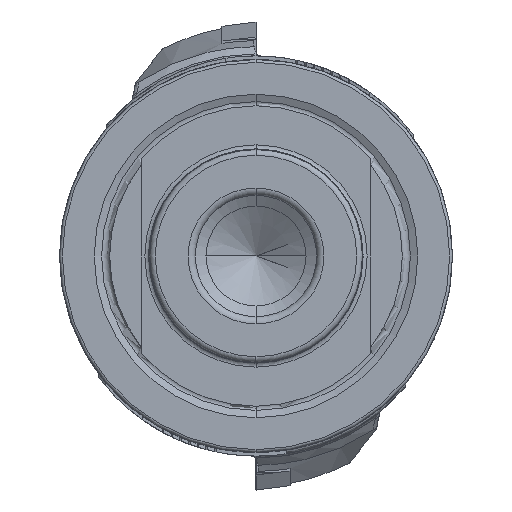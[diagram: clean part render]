
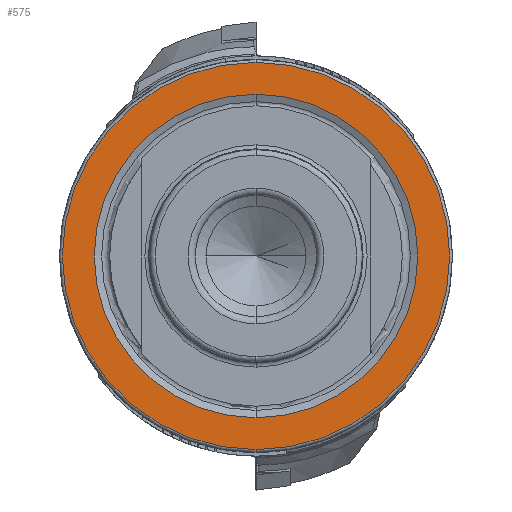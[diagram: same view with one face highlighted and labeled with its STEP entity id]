
A CAD part, left-side view. The second image highlights one B-rep face of the part: STEP entity #575.
In plain terms, the highlighted planar face has unit normal (-1, 0, 0).
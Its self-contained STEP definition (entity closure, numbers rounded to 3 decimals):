
#575 = ADVANCED_FACE ( 'NONE', ( #1970, #3192 ), #1466, .F. ) ;
#1466 = PLANE ( 'NONE',  #10040 ) ;
#1970 = FACE_BOUND ( 'NONE', #8321, .T. ) ;
#2219 = EDGE_LOOP ( 'NONE', ( #2766, #20892 ) ) ;
#2639 = DIRECTION ( 'NONE',  ( 1., 0., 0. ) ) ;
#2712 = EDGE_CURVE ( 'NONE', #11339, #5795, #5225, .T. ) ;
#2723 = DIRECTION ( 'NONE',  ( 0., 0., -1. ) ) ;
#2766 = ORIENTED_EDGE ( 'NONE', *, *, #8203, .T. ) ;
#3192 = FACE_OUTER_BOUND ( 'NONE', #2219, .T. ) ;
#4845 = EDGE_CURVE ( 'NONE', #5864, #11805, #14016, .T. ) ;
#5128 = EDGE_CURVE ( 'NONE', #5795, #11339, #14880, .T. ) ;
#5225 = CIRCLE ( 'NONE', #5824, 22.632 ) ;
#5786 = CARTESIAN_POINT ( 'NONE',  ( 30., 0., 0. ) ) ;
#5795 = VERTEX_POINT ( 'NONE', #22471 ) ;
#5824 = AXIS2_PLACEMENT_3D ( 'NONE', #20765, #9497, #22678 ) ;
#5864 = VERTEX_POINT ( 'NONE', #15189 ) ;
#6135 = CARTESIAN_POINT ( 'NONE',  ( 30., 0., 0. ) ) ;
#7378 = DIRECTION ( 'NONE',  ( -1., 0., 0. ) ) ;
#7707 = DIRECTION ( 'NONE',  ( 0., 0., 1. ) ) ;
#7732 = AXIS2_PLACEMENT_3D ( 'NONE', #5786, #18970, #7707 ) ;
#8042 = DIRECTION ( 'NONE',  ( 0., 0., 1. ) ) ;
#8203 = EDGE_CURVE ( 'NONE', #11805, #5864, #21885, .T. ) ;
#8321 = EDGE_LOOP ( 'NONE', ( #11502, #20228 ) ) ;
#9497 = DIRECTION ( 'NONE',  ( -1., 0., 0. ) ) ;
#10040 = AXIS2_PLACEMENT_3D ( 'NONE', #20250, #2639, #2723 ) ;
#11339 = VERTEX_POINT ( 'NONE', #22682 ) ;
#11502 = ORIENTED_EDGE ( 'NONE', *, *, #5128, .F. ) ;
#11740 = AXIS2_PLACEMENT_3D ( 'NONE', #6135, #19307, #8042 ) ;
#11805 = VERTEX_POINT ( 'NONE', #18928 ) ;
#14016 = CIRCLE ( 'NONE', #11740, 27.1 ) ;
#14880 = CIRCLE ( 'NONE', #23931, 22.632 ) ;
#15189 = CARTESIAN_POINT ( 'NONE',  ( 30., 0., -27.1 ) ) ;
#18664 = CARTESIAN_POINT ( 'NONE',  ( 30., 0., 0. ) ) ;
#18928 = CARTESIAN_POINT ( 'NONE',  ( 30., 0., 27.1 ) ) ;
#18970 = DIRECTION ( 'NONE',  ( -1., 0., 0. ) ) ;
#19307 = DIRECTION ( 'NONE',  ( -1., 0., 0. ) ) ;
#20228 = ORIENTED_EDGE ( 'NONE', *, *, #2712, .F. ) ;
#20250 = CARTESIAN_POINT ( 'NONE',  ( 30., 0., 22.632 ) ) ;
#20543 = DIRECTION ( 'NONE',  ( 0., 0., 1. ) ) ;
#20765 = CARTESIAN_POINT ( 'NONE',  ( 30., 0., 0. ) ) ;
#20892 = ORIENTED_EDGE ( 'NONE', *, *, #4845, .T. ) ;
#21885 = CIRCLE ( 'NONE', #7732, 27.1 ) ;
#22471 = CARTESIAN_POINT ( 'NONE',  ( 30., 0., 22.632 ) ) ;
#22678 = DIRECTION ( 'NONE',  ( 0., 0., 1. ) ) ;
#22682 = CARTESIAN_POINT ( 'NONE',  ( 30., 0., -22.632 ) ) ;
#23931 = AXIS2_PLACEMENT_3D ( 'NONE', #18664, #7378, #20543 ) ;
